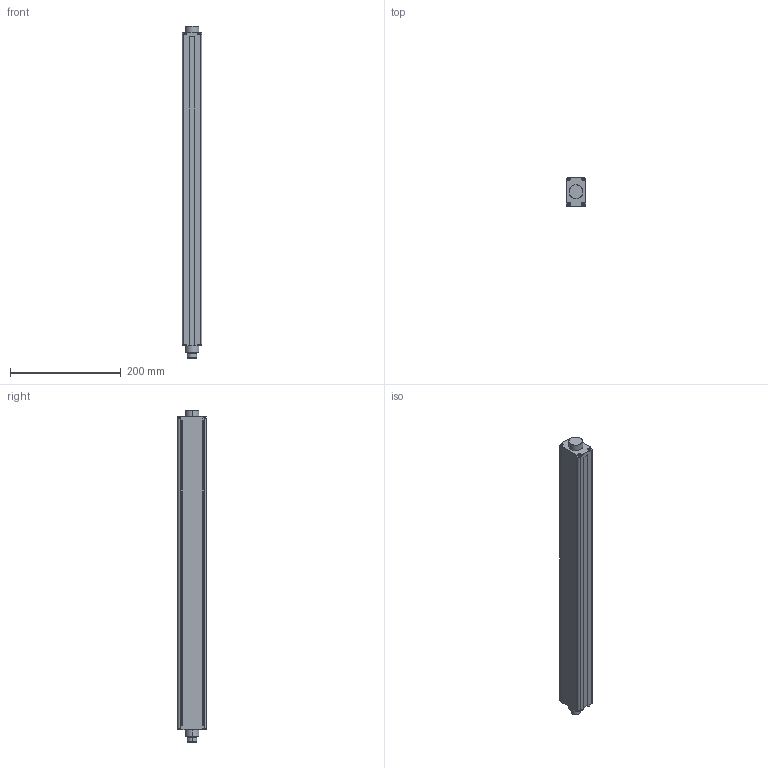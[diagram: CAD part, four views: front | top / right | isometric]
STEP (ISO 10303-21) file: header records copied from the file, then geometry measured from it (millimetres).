
FILE_DESCRIPTION((''),'2;1');
FILE_NAME('SAF20-T26_1_','2022-04-13T',('EDY'),(''),'CREO PARAMETRIC BY PTC INC, 2018070','CREO PARAMETRIC BY PTC INC, 2018070','');
FILE_SCHEMA(('CONFIG_CONTROL_DESIGN'));
Length unit declared in the file: millimetre
Products named in the file (1): SAF20-T26_1_
Bounding box: 36 x 52 x 599 mm (x, y, z)
Volume: 942304.3 mm3; surface area: 156933.7 mm2
Topology: 1 solids, 2 shells, 426 faces, 1178 edges, 736 vertices
Faces by surface type: plane 250, cylinder 117, sphere 27, cone 24, torus 8
Entity records: 13474 total; most frequent: CARTESIAN_POINT 2445, DIRECTION 2376, ORIENTED_EDGE 2270, EDGE_CURVE 1135, AXIS2_PLACEMENT_3D 846, VERTEX_POINT 736, VECTOR 684, LINE 684
